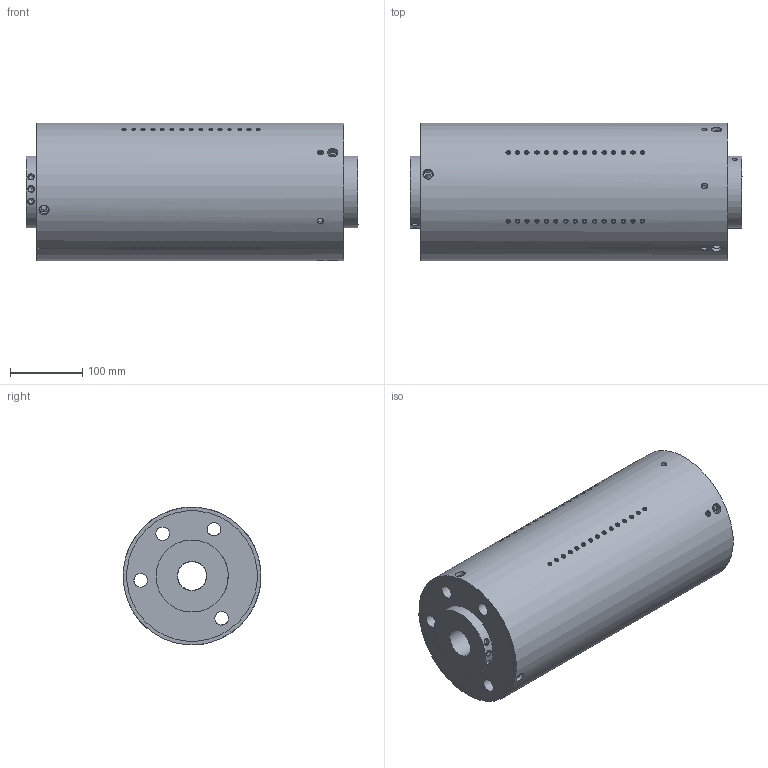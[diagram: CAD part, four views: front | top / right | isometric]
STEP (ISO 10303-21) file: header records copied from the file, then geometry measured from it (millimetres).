
FILE_DESCRIPTION(/* description */ ('Cylindre aspiration'),/* implementation_level */ '2;1');
FILE_NAME(/* name */ '640-45120-1 Cylindre aspiration.stp',/* time_stamp */ '2024-11-21T09:35:29+01:00',/* author */ ('tcham'),/* organization */ (''),/* preprocessor_version */ 'ST-DEVELOPER v20',/* originating_system */ 'Autodesk Inventor 2024',/* authorisation */ '');
FILE_SCHEMA (('AUTOMOTIVE_DESIGN { 1 0 10303 214 3 1 1 }'));
Length unit declared in the file: millimetre
Products named in the file (6): 640-45120 Cylindre aspiration; 45120 Flasque d'entrainement fixe; 640-45120 ; 640-45120 _1; 640-45120-Tube; 45120 Flasque de fermeture
Assembly tree (4 placements, depth 3):
  640-45120 Cylindre aspiration
    640-45120 
      640-45120 _1
      640-45120-Tube
    45120 Flasque de fermeture
  45120 Flasque d'entrainement fixe
Bounding box: 460.02 x 190.54 x 190.9 mm (x, y, z)
Volume: 9982147.2 mm3; surface area: 1083457.8 mm2
Topology: 4 solids, 4 shells, 276 faces, 1018 edges, 738 vertices
Faces by surface type: cylinder 174, cone 77, plane 22, bspline 3
Full cylindrical faces by diameter (mm): 4 x120, 6.647 x7, 8 x15, 8.5 x6, 14 x12, 18.631 x4, 40 x1, 80 x1, 100 x4, 181 x2, 191 x1
Entity records: 20817 total; most frequent: CARTESIAN_POINT 12375, ORIENTED_EDGE 2006, DIRECTION 1099, EDGE_CURVE 1003, VERTEX_POINT 738, B_SPLINE_CURVE_WITH_KNOTS 591, EDGE_LOOP 573, AXIS2_PLACEMENT_3D 405
